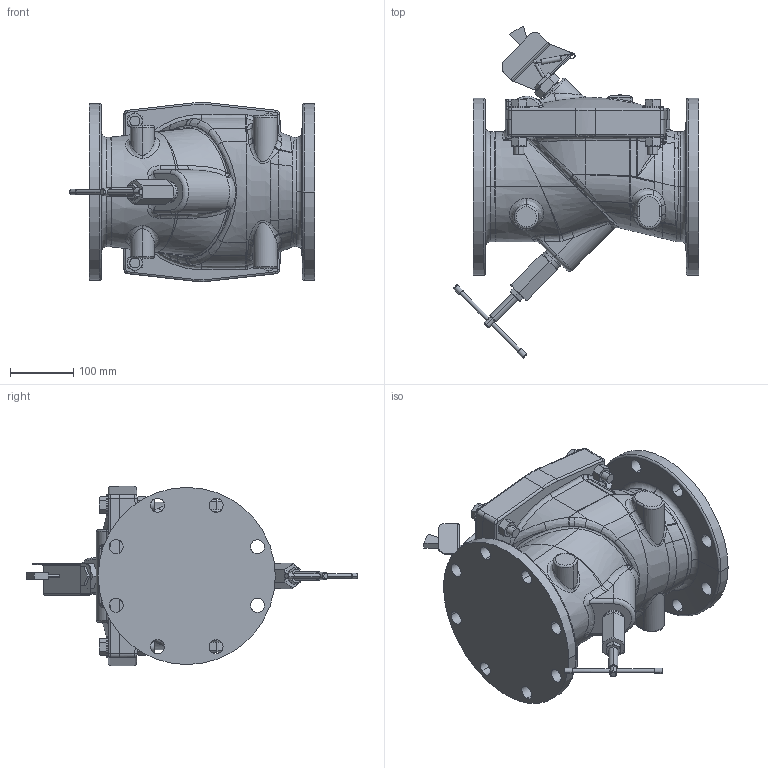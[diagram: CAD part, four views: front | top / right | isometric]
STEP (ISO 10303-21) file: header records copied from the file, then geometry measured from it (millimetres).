
FILE_DESCRIPTION((''),'2;1');
FILE_NAME('506CBFMI_SW0001','2023-11-01T07:48:12',('jlesh'),(''),'CREO PARAMETRIC BY PTC INC, 2023072','CREO PARAMETRIC BY PTC INC, 2023072','');
FILE_SCHEMA(('AUTOMOTIVE_DESIGN { 1 0 10303 214 1 1 1 1 }'));
Products named in the file (1): 506CBFMI_SW0001
Bounding box: 386.5 x 523.73 x 282.55 mm (x, y, z)
Volume: 14962982.6 mm3; surface area: 624542.9 mm2
Topology: 1 solids, 1 shells, 914 faces, 2201 edges, 1313 vertices
Faces by surface type: bspline 297, cylinder 221, plane 211, cone 104, torus 63, sphere 14, revolution 4
Entity records: 64986 total; most frequent: CARTESIAN_POINT 40015, ORIENTED_EDGE 4386, DIRECTION 3270, EDGE_CURVE 2193, AXIS2_PLACEMENT_3D 1363, COLOUR_RGB 1335, VERTEX_POINT 1313, EDGE_LOOP 998
